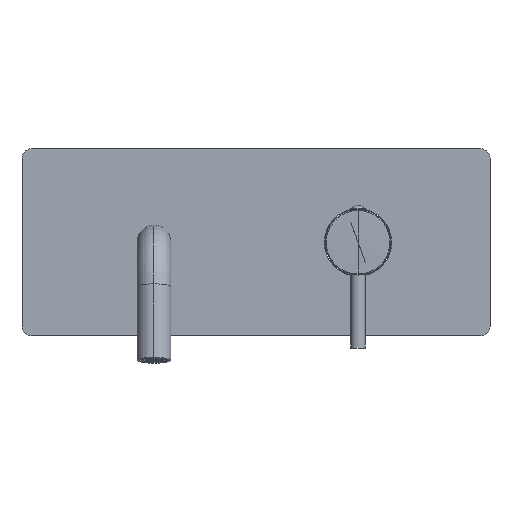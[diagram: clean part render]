
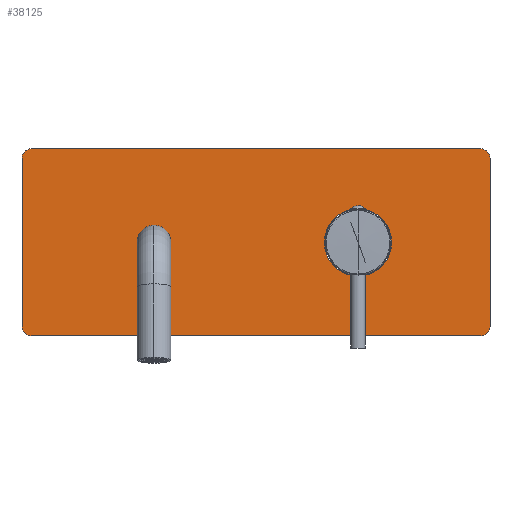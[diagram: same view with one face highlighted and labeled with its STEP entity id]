
A CAD part, top view. The second image highlights one B-rep face of the part: STEP entity #38125.
In plain terms, the highlighted planar face has unit normal (0, 0, 1).
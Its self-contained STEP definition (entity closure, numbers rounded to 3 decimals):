
#27860=CARTESIAN_POINT('',(65.5,45.,50.));
#27861=DIRECTION('',(0.,0.,1.));
#27862=DIRECTION('',(1.,0.,0.));
#27863=AXIS2_PLACEMENT_3D('',#27860,#27861,#27862);
#27865=DIRECTION('',(0.,1.,0.));
#27866=VECTOR('',#27865,90.);
#27867=CARTESIAN_POINT('',(70.5,-45.,50.));
#27868=LINE('',#27867,#27866);
#27869=CARTESIAN_POINT('',(65.5,-45.,50.));
#27870=DIRECTION('',(0.,0.,1.));
#27871=DIRECTION('',(0.,-1.,0.));
#27872=AXIS2_PLACEMENT_3D('',#27869,#27870,#27871);
#27874=DIRECTION('',(1.,0.,0.));
#27875=VECTOR('',#27874,240.);
#27876=CARTESIAN_POINT('',(-174.5,-50.,50.));
#27877=LINE('',#27876,#27875);
#27878=CARTESIAN_POINT('',(-174.5,-45.,50.));
#27879=DIRECTION('',(0.,0.,1.));
#27880=DIRECTION('',(-1.,0.,0.));
#27881=AXIS2_PLACEMENT_3D('',#27878,#27879,#27880);
#27883=DIRECTION('',(0.,-1.,0.));
#27884=VECTOR('',#27883,90.);
#27885=CARTESIAN_POINT('',(-179.5,45.,50.));
#27886=LINE('',#27885,#27884);
#27887=CARTESIAN_POINT('',(-174.5,45.,50.));
#27888=DIRECTION('',(0.,0.,1.));
#27889=DIRECTION('',(0.,1.,0.));
#27890=AXIS2_PLACEMENT_3D('',#27887,#27888,#27889);
#27892=DIRECTION('',(-1.,0.,0.));
#27893=VECTOR('',#27892,240.);
#27894=CARTESIAN_POINT('',(65.5,50.,50.));
#27895=LINE('',#27894,#27893);
#27896=CARTESIAN_POINT('',(0.,0.,50.));
#27897=DIRECTION('',(0.,0.,-1.));
#27898=DIRECTION('',(1.,0.,0.));
#27899=AXIS2_PLACEMENT_3D('',#27896,#27897,#27898);
#27901=CARTESIAN_POINT('',(0.,0.,50.));
#27902=DIRECTION('',(0.,0.,-1.));
#27903=DIRECTION('',(-1.,0.,0.));
#27904=AXIS2_PLACEMENT_3D('',#27901,#27902,#27903);
#27906=CARTESIAN_POINT('',(-109.,0.,50.));
#27907=DIRECTION('',(0.,0.,1.));
#27908=DIRECTION('',(0.,-1.,0.));
#27909=AXIS2_PLACEMENT_3D('',#27906,#27907,#27908);
#27911=CARTESIAN_POINT('',(-109.,0.,50.));
#27912=DIRECTION('',(0.,0.,1.));
#27913=DIRECTION('',(0.,1.,0.));
#27914=AXIS2_PLACEMENT_3D('',#27911,#27912,#27913);
#36153=CARTESIAN_POINT('',(18.,0.,50.));
#36154=CARTESIAN_POINT('',(-18.,0.,50.));
#36155=VERTEX_POINT('',#36153);
#36156=VERTEX_POINT('',#36154);
#36161=CARTESIAN_POINT('',(70.5,45.,50.));
#36162=VERTEX_POINT('',#36161);
#36163=CARTESIAN_POINT('',(65.5,50.,50.));
#36164=VERTEX_POINT('',#36163);
#36169=CARTESIAN_POINT('',(-174.5,50.,50.));
#36170=VERTEX_POINT('',#36169);
#36171=CARTESIAN_POINT('',(-179.5,45.,50.));
#36172=VERTEX_POINT('',#36171);
#36177=CARTESIAN_POINT('',(-179.5,-45.,50.));
#36178=VERTEX_POINT('',#36177);
#36179=CARTESIAN_POINT('',(-174.5,-50.,50.));
#36180=VERTEX_POINT('',#36179);
#36185=CARTESIAN_POINT('',(65.5,-50.,50.));
#36186=VERTEX_POINT('',#36185);
#36187=CARTESIAN_POINT('',(70.5,-45.,50.));
#36188=VERTEX_POINT('',#36187);
#36253=CARTESIAN_POINT('',(-109.,-9.,50.));
#36254=CARTESIAN_POINT('',(-109.,9.,50.));
#36255=VERTEX_POINT('',#36253);
#36256=VERTEX_POINT('',#36254);
#38091=CARTESIAN_POINT('',(0.,0.,50.));
#38092=DIRECTION('',(0.,0.,1.));
#38093=DIRECTION('',(1.,0.,0.));
#38094=AXIS2_PLACEMENT_3D('',#38091,#38092,#38093);
#38095=PLANE('',#38094);
#38097=ORIENTED_EDGE('',*,*,#38096,.F.);
#38099=ORIENTED_EDGE('',*,*,#38098,.F.);
#38101=ORIENTED_EDGE('',*,*,#38100,.F.);
#38103=ORIENTED_EDGE('',*,*,#38102,.F.);
#38105=ORIENTED_EDGE('',*,*,#38104,.F.);
#38107=ORIENTED_EDGE('',*,*,#38106,.F.);
#38109=ORIENTED_EDGE('',*,*,#38108,.F.);
#38111=ORIENTED_EDGE('',*,*,#38110,.F.);
#38112=EDGE_LOOP('',(#38097,#38099,#38101,#38103,#38105,#38107,#38109,#38111));
#38113=FACE_OUTER_BOUND('',#38112,.F.);
#38115=ORIENTED_EDGE('',*,*,#38114,.F.);
#38117=ORIENTED_EDGE('',*,*,#38116,.F.);
#38118=EDGE_LOOP('',(#38115,#38117));
#38119=FACE_BOUND('',#38118,.F.);
#38121=ORIENTED_EDGE('',*,*,#38120,.T.);
#38122=ORIENTED_EDGE('',*,*,#38068,.T.);
#38123=EDGE_LOOP('',(#38121,#38122));
#38124=FACE_BOUND('',#38123,.F.);
#38125=ADVANCED_FACE('',(#38113,#38119,#38124),#38095,.T.);
#27864=CIRCLE('',#27863,5.);
#27873=CIRCLE('',#27872,5.);
#27882=CIRCLE('',#27881,5.);
#27891=CIRCLE('',#27890,5.);
#27900=CIRCLE('',#27899,18.);
#27905=CIRCLE('',#27904,18.);
#27910=CIRCLE('',#27909,9.);
#27915=CIRCLE('',#27914,9.);
#38068=EDGE_CURVE('',#36256,#36255,#27915,.T.);
#38096=EDGE_CURVE('',#36162,#36164,#27864,.T.);
#38098=EDGE_CURVE('',#36188,#36162,#27868,.T.);
#38100=EDGE_CURVE('',#36186,#36188,#27873,.T.);
#38102=EDGE_CURVE('',#36180,#36186,#27877,.T.);
#38104=EDGE_CURVE('',#36178,#36180,#27882,.T.);
#38106=EDGE_CURVE('',#36172,#36178,#27886,.T.);
#38108=EDGE_CURVE('',#36170,#36172,#27891,.T.);
#38110=EDGE_CURVE('',#36164,#36170,#27895,.T.);
#38114=EDGE_CURVE('',#36155,#36156,#27900,.T.);
#38116=EDGE_CURVE('',#36156,#36155,#27905,.T.);
#38120=EDGE_CURVE('',#36255,#36256,#27910,.T.);
